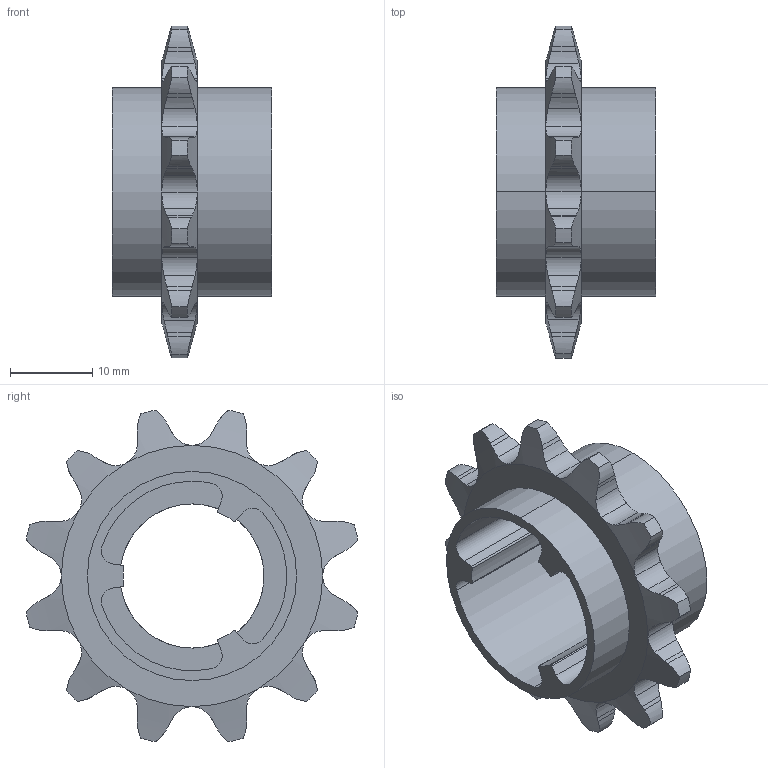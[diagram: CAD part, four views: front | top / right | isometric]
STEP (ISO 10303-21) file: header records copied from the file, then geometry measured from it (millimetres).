
FILE_DESCRIPTION (( 'STEP AP214' ), '1' );
FILE_NAME ('Sprocket_GearboxCush_3Sept2025_1pt6mmFillets.STEP', '2025-09-04T03:23:13', ( '' ), ( '' ), 'SwSTEP 2.0', 'SolidWorks 2024', '' );
FILE_SCHEMA (( 'AUTOMOTIVE_DESIGN' ));
Length unit declared in the file: millimetre
Products named in the file (1): Sprocket_GearboxCush_3Sept2025_1pt6mmFillets
Bounding box: 19.32 x 40.29 x 40.29 mm (x, y, z)
Volume: 4524.1 mm3; surface area: 4910.9 mm2
Topology: 1 solids, 1 shells, 155 faces, 443 edges, 292 vertices
Faces by surface type: cylinder 111, plane 40, cone 4
Entity records: 5820 total; most frequent: CARTESIAN_POINT 2043, ORIENTED_EDGE 886, DIRECTION 651, EDGE_CURVE 443, VERTEX_POINT 292, AXIS2_PLACEMENT_3D 244, B_SPLINE_CURVE_WITH_KNOTS 192, VECTOR 163
